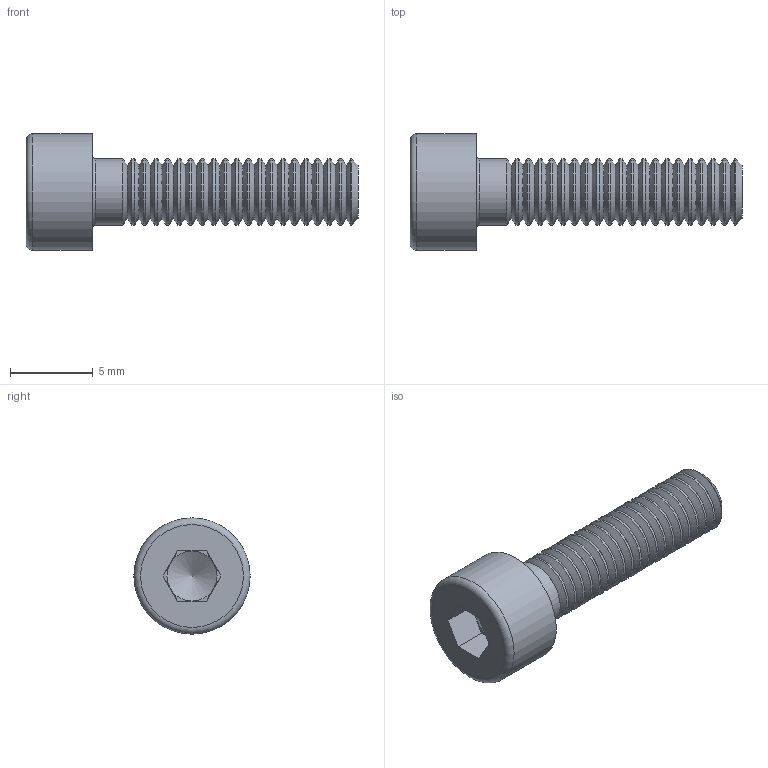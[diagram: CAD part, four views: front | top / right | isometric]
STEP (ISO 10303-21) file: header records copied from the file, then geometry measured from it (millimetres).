
FILE_DESCRIPTION (( 'STEP AP203' ), '1' );
FILE_NAME ('Âèíò ñ âíóòðåííèì øåñòèãðàííèêîì DIN912 Ì4õ16 (ïîëíàÿ ðåçüáà).STEP', '2024-04-12T07:10:22', ( '' ), ( '' ), 'SwSTEP 2.0', 'SolidWorks 2021', '' );
FILE_SCHEMA (( 'CONFIG_CONTROL_DESIGN' ));
Length unit declared in the file: millimetre
Products named in the file (1): Âèíò ñ âíóòðåííèì øåñòèãðàííèêîì DIN912 Ì4õ16 (ïîëíàÿ ðåçüáà)
Bounding box: 20 x 7 x 7 mm (x, y, z)
Volume: 310.6 mm3; surface area: 458.8 mm2
Topology: 1 solids, 1 shells, 81 faces, 166 edges, 88 vertices
Faces by surface type: cone 42, cylinder 22, plane 15, torus 2
Full cylindrical faces by diameter (mm): 4 x21, 7 x1
Entity records: 1789 total; most frequent: DIRECTION 334, CARTESIAN_POINT 264, ORIENTED_EDGE 194, AXIS2_PLACEMENT_3D 155, EDGE_LOOP 148, FACE_OUTER_BOUND 105, EDGE_CURVE 97, VERTEX_POINT 85
